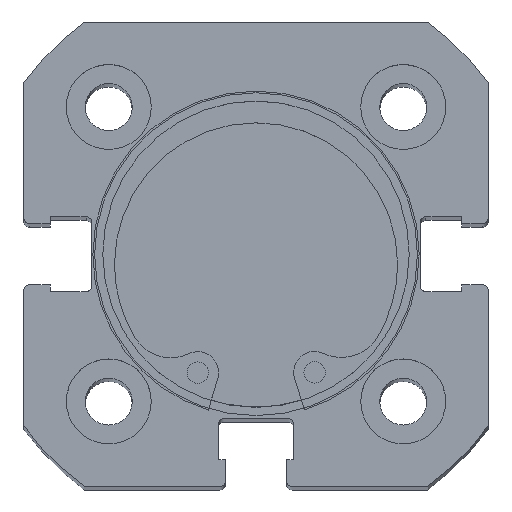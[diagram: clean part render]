
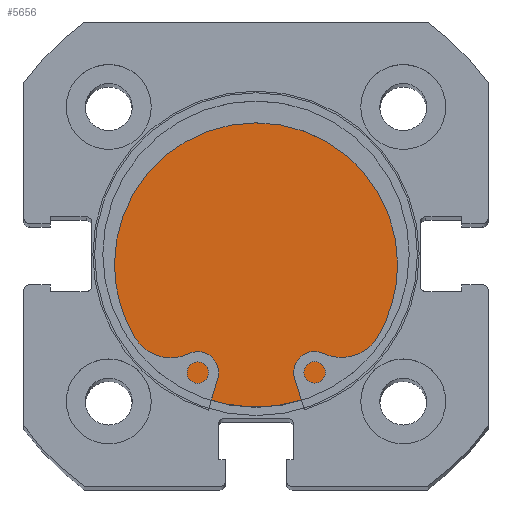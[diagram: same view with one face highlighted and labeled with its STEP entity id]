
A CAD part, top view. The second image highlights one B-rep face of the part: STEP entity #5656.
In plain terms, the highlighted face is planar.
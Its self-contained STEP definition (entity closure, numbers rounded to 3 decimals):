
#6 = CARTESIAN_POINT ( 'NONE',  ( 6., 0., -13.5 ) ) ;
#60 = VERTEX_POINT ( 'NONE', #5408 ) ;
#179 = VERTEX_POINT ( 'NONE', #6 ) ;
#424 = EDGE_CURVE ( 'NONE', #179, #60, #3700, .T. ) ;
#433 = EDGE_CURVE ( 'NONE', #60, #179, #3711, .T. ) ;
#591 = AXIS2_PLACEMENT_3D ( 'NONE', #1526, #1532, #1533 ) ;
#599 = AXIS2_PLACEMENT_3D ( 'NONE', #1549, #1557, #1558 ) ;
#767 = AXIS2_PLACEMENT_3D ( 'NONE', #4685, #4687, #4688 ) ;
#1526 = CARTESIAN_POINT ( 'NONE',  ( 6., 0., 0. ) ) ;
#1532 = DIRECTION ( 'NONE',  ( -1., 0., 0. ) ) ;
#1533 = DIRECTION ( 'NONE',  ( 0., 0., 1. ) ) ;
#1549 = CARTESIAN_POINT ( 'NONE',  ( 6., 0., 0. ) ) ;
#1557 = DIRECTION ( 'NONE',  ( -1., 0., 0. ) ) ;
#1558 = DIRECTION ( 'NONE',  ( 0., 0., 1. ) ) ;
#3141 = ORIENTED_EDGE ( 'NONE', *, *, #424, .F. ) ;
#3142 = ORIENTED_EDGE ( 'NONE', *, *, #433, .F. ) ;
#3535 = EDGE_LOOP ( 'NONE', ( #3142, #3141 ) ) ;
#3700 = CIRCLE ( 'NONE', #591, 13.5 ) ;
#3711 = CIRCLE ( 'NONE', #599, 13.5 ) ;
#4103 = FACE_OUTER_BOUND ( 'NONE', #3535, .T. ) ;
#4685 = CARTESIAN_POINT ( 'NONE',  ( 6., 13.5, 0. ) ) ;
#4686 = PLANE ( 'NONE',  #767 ) ;
#4687 = DIRECTION ( 'NONE',  ( -1., 0., 0. ) ) ;
#4688 = DIRECTION ( 'NONE',  ( 0., 0., 1. ) ) ;
#5408 = CARTESIAN_POINT ( 'NONE',  ( 6., 0., 13.5 ) ) ;
#5656 = ADVANCED_FACE ( 'NONE', ( #4103 ), #4686, .F. ) ;
